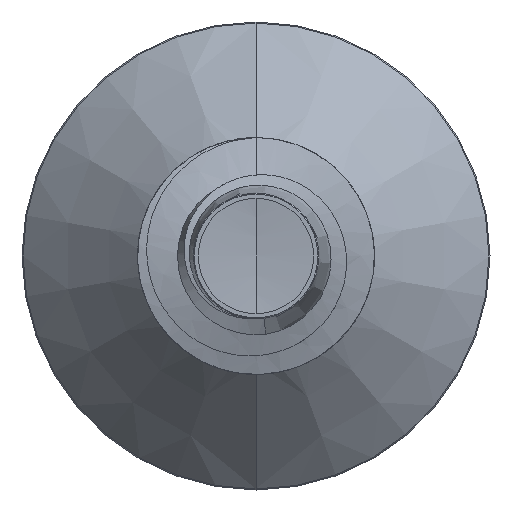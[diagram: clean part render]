
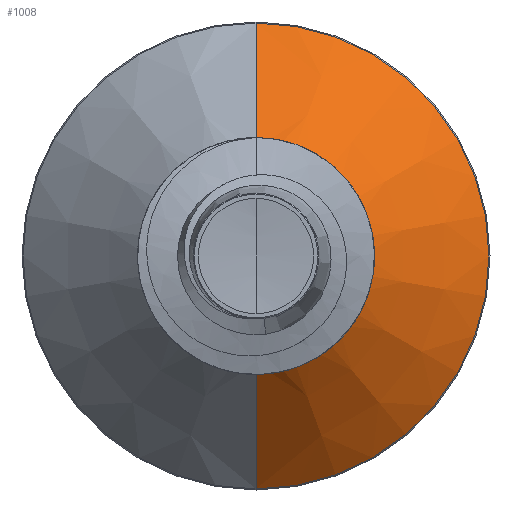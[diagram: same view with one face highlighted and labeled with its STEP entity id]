
A CAD part, front view. The second image highlights one B-rep face of the part: STEP entity #1008.
In plain terms, the highlighted conical face has half-angle 45 degrees and reference radius 3.632 mm.
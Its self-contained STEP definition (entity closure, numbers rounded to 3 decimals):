
#25 = CIRCLE ( 'NONE', #4988, 7.865 ) ;
#1008 = ADVANCED_FACE ( 'NONE', ( #2727 ), #10456, .T. ) ;
#1196 = DIRECTION ( 'NONE',  ( 0., 0., 1. ) ) ;
#1217 = DIRECTION ( 'NONE',  ( 0., 1., 0. ) ) ;
#1256 = CARTESIAN_POINT ( 'NONE',  ( 0., 12.282, 0. ) ) ;
#1700 = CARTESIAN_POINT ( 'NONE',  ( 0., 12.282, -3.632 ) ) ;
#1788 = DIRECTION ( 'NONE',  ( 0., 0.707, -0.707 ) ) ;
#1826 = DIRECTION ( 'NONE',  ( 0., 0.707, 0.707 ) ) ;
#1910 = DIRECTION ( 'NONE',  ( 0., 1., 0. ) ) ;
#2171 = EDGE_CURVE ( 'NONE', #11819, #11399, #4687, .T. ) ;
#2727 = FACE_OUTER_BOUND ( 'NONE', #10521, .T. ) ;
#2842 = CARTESIAN_POINT ( 'NONE',  ( 0., 16.515, 0. ) ) ;
#2882 = EDGE_CURVE ( 'NONE', #5144, #3495, #25, .T. ) ;
#3155 = EDGE_CURVE ( 'NONE', #11819, #5144, #9103, .T. ) ;
#3495 = VERTEX_POINT ( 'NONE', #6825 ) ;
#4431 = AXIS2_PLACEMENT_3D ( 'NONE', #7624, #7486, #7604 ) ;
#4486 = CARTESIAN_POINT ( 'NONE',  ( 0., 12.282, 3.632 ) ) ;
#4687 = CIRCLE ( 'NONE', #11126, 3.632 ) ;
#4988 = AXIS2_PLACEMENT_3D ( 'NONE', #2842, #1910, #7013 ) ;
#5144 = VERTEX_POINT ( 'NONE', #12136 ) ;
#5175 = ORIENTED_EDGE ( 'NONE', *, *, #2882, .F. ) ;
#5188 = CARTESIAN_POINT ( 'NONE',  ( 0., 12.282, -3.632 ) ) ;
#6825 = CARTESIAN_POINT ( 'NONE',  ( 0., 16.515, -7.865 ) ) ;
#7013 = DIRECTION ( 'NONE',  ( 0., 0., 1. ) ) ;
#7486 = DIRECTION ( 'NONE',  ( 0., 1., 0. ) ) ;
#7604 = DIRECTION ( 'NONE',  ( 0., 0., 1. ) ) ;
#7624 = CARTESIAN_POINT ( 'NONE',  ( 0., 12.282, 0. ) ) ;
#8961 = VECTOR ( 'NONE', #1788, 1000. ) ;
#9003 = CARTESIAN_POINT ( 'NONE',  ( 0., 12.282, 3.632 ) ) ;
#9103 = LINE ( 'NONE', #4486, #11534 ) ;
#9188 = ORIENTED_EDGE ( 'NONE', *, *, #2171, .T. ) ;
#9306 = EDGE_CURVE ( 'NONE', #11399, #3495, #12540, .T. ) ;
#10456 = CONICAL_SURFACE ( 'NONE', #4431, 3.632, 0.785 ) ;
#10521 = EDGE_LOOP ( 'NONE', ( #9188, #11713, #5175, #11829 ) ) ;
#11126 = AXIS2_PLACEMENT_3D ( 'NONE', #1256, #1217, #1196 ) ;
#11399 = VERTEX_POINT ( 'NONE', #5188 ) ;
#11534 = VECTOR ( 'NONE', #1826, 1000. ) ;
#11713 = ORIENTED_EDGE ( 'NONE', *, *, #9306, .T. ) ;
#11819 = VERTEX_POINT ( 'NONE', #9003 ) ;
#11829 = ORIENTED_EDGE ( 'NONE', *, *, #3155, .F. ) ;
#12136 = CARTESIAN_POINT ( 'NONE',  ( 0., 16.515, 7.865 ) ) ;
#12540 = LINE ( 'NONE', #1700, #8961 ) ;
